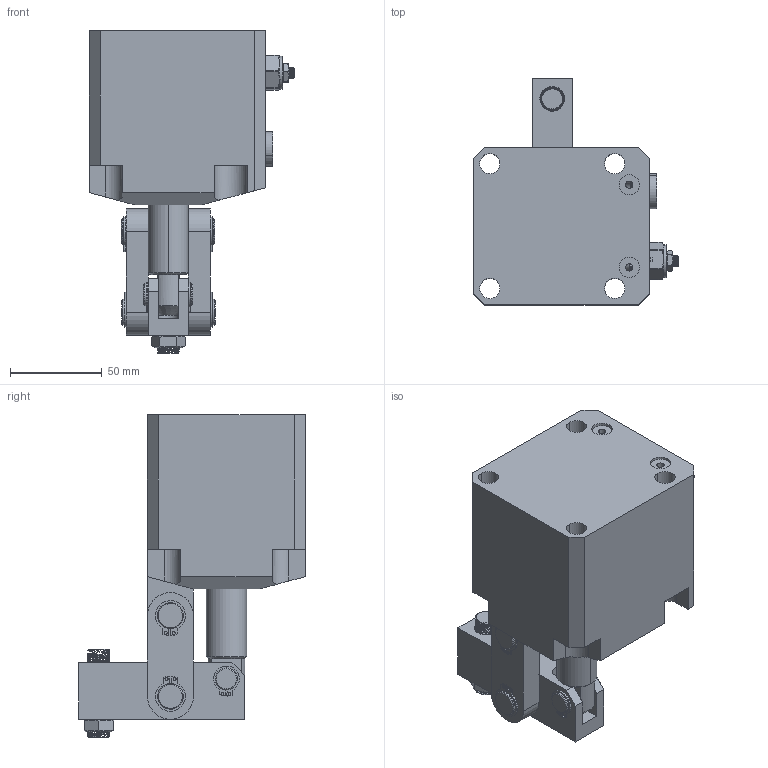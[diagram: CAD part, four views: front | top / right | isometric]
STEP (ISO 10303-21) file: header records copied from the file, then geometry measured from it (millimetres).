
FILE_DESCRIPTION (( 'STEP AP214' ), '1' );
FILE_NAME ('CBLU-55CL.STEP', '2019-05-07T06:30:29', ( '' ), ( '' ), 'SwSTEP 2.0', 'SolidWorks 2016', '' );
FILE_SCHEMA (( 'AUTOMOTIVE_DESIGN' ));
Length unit declared in the file: millimetre
Products named in the file (13): huosaigan_1_1; duanxiao; changxiao; CBLU-55CL掛极_1_2; CBLU-55CL; 囀鞠褒黑芛郔陔1-4_1; CZL20覃厒概_1_2; yabi; luomu; luogan; liangan; kahuang01; kahuang
Assembly tree (18 placements, depth 2):
  CBLU-55CL
    CBLU-55CL掛极_1_2
    changxiao  x2
    duanxiao
    huosaigan_1_1
    kahuang  x4
    kahuang01  x2
    liangan  x2
    luogan
    luomu
    yabi
    CZL20覃厒概_1_2
    囀鞠褒黑芛郔陔1-4_1
Bounding box: 111.9 x 123.5 x 175.89 mm (x, y, z)
Volume: 692567.8 mm3; surface area: 131518.3 mm2
Topology: 16 solids, 105 shells, 843 faces, 2340 edges, 1622 vertices
Faces by surface type: cylinder 423, plane 192, bspline 153, cone 75
Full cylindrical faces by diameter (mm): 11.5 x25
Entity records: 61481 total; most frequent: CARTESIAN_POINT 44975, ORIENTED_EDGE 3729, DIRECTION 2497, EDGE_CURVE 2033, VERTEX_POINT 1423, AXIS2_PLACEMENT_3D 926, EDGE_LOOP 793, B_SPLINE_CURVE_WITH_KNOTS 754
